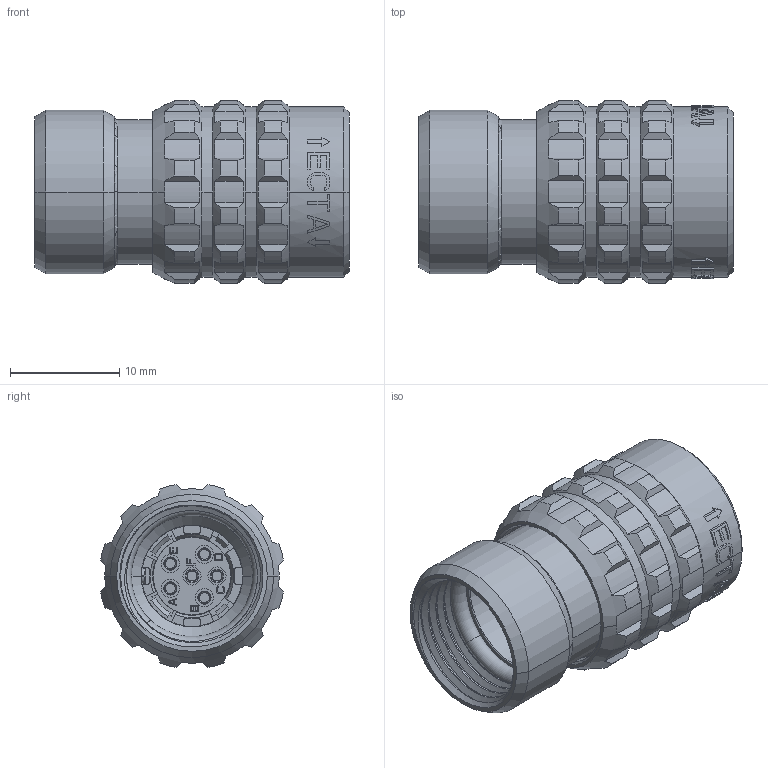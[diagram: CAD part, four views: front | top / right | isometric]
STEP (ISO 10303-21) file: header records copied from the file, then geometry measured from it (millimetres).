
FILE_DESCRIPTION((''),'2;1');
FILE_NAME('1332M006MS','2024-07-31T11:22:24',('paultorloting'),('NET AG system integration'),'CREO PARAMETRIC BY PTC INC, 2021404','CREO PARAMETRIC BY PTC INC, 2021404','');
FILE_SCHEMA(('AUTOMOTIVE_DESIGN { 1 0 10303 214 1 1 1 1 }'));
Length unit declared in the file: millimetre
Products named in the file (1): 1332M006MS
Bounding box: 28.8 x 16.75 x 16.75 mm (x, y, z)
Volume: 3269.9 mm3; surface area: 4359.4 mm2
Topology: 1 solids, 9 shells, 1066 faces, 2812 edges, 1849 vertices
Faces by surface type: plane 674, cylinder 270, cone 73, torus 23, bspline 18, sphere 8
Entity records: 47111 total; most frequent: CARTESIAN_POINT 13422, ORIENTED_EDGE 5608, DIRECTION 5214, EDGE_CURVE 2804, VERTEX_POINT 1849, AXIS2_PLACEMENT_3D 1799, VECTOR 1613, LINE 1613
